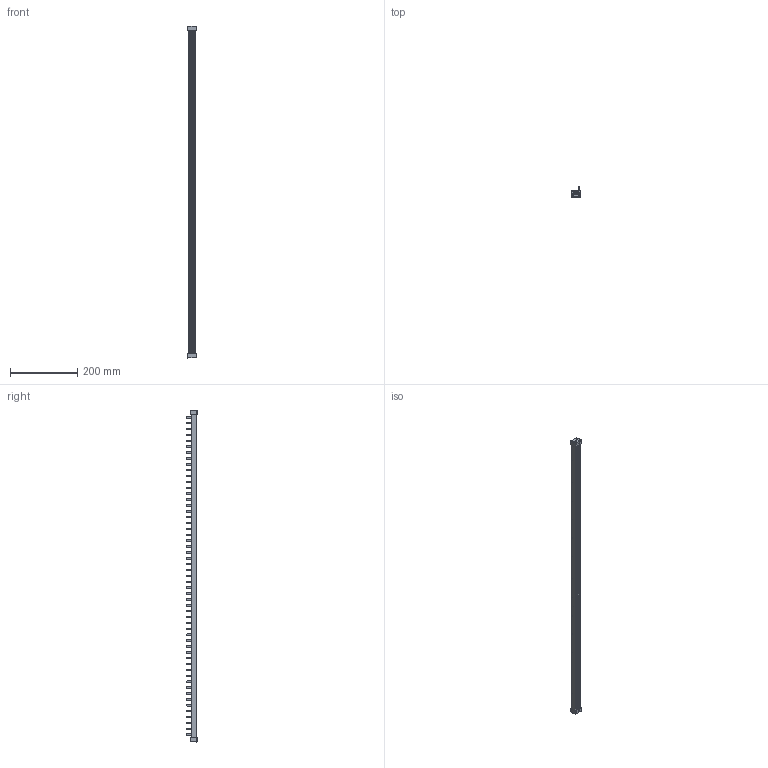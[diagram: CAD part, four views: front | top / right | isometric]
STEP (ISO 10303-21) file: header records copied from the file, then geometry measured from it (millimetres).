
FILE_DESCRIPTION (( 'STEP AP203' ), '1' );
FILE_NAME ('Fourfaze Müþterek W Otomat Barasý - 14 Modül.STEP', '2020-08-20T05:37:25', ( '' ), ( '' ), 'SwSTEP 2.0', 'SolidWorks 2011', '' );
FILE_SCHEMA (( 'CONFIG_CONTROL_DESIGN' ));
Products named in the file (1): Fourfaze Müþterek W Otomat Barasý - 14 Modül
Bounding box: 26.4 x 31.2 x 990 mm (x, y, z)
Volume: 236633.5 mm3; surface area: 186021 mm2
Topology: 1 solids, 1 shells, 3085 faces, 9144 edges, 6034 vertices
Faces by surface type: plane 2733, cylinder 348, bspline 4
Entity records: 101587 total; most frequent: CARTESIAN_POINT 18416, ORIENTED_EDGE 18280, DIRECTION 15968, EDGE_CURVE 9140, LINE 8412, VECTOR 8412, VERTEX_POINT 6034, AXIS2_PLACEMENT_3D 3778
